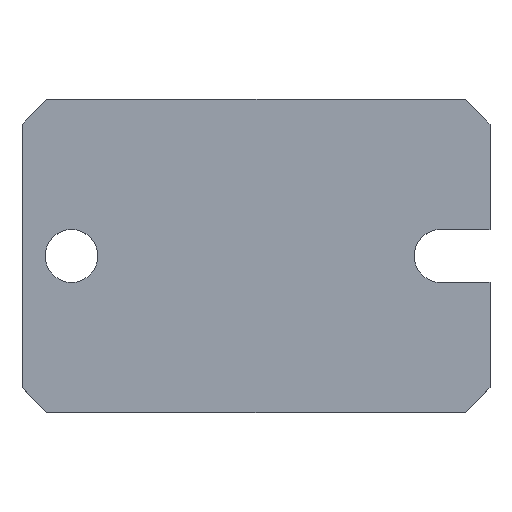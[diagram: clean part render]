
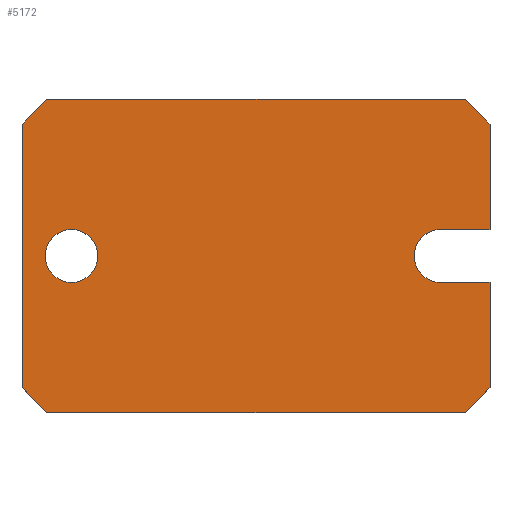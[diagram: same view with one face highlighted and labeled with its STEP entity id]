
A CAD part, top view. The second image highlights one B-rep face of the part: STEP entity #5172.
In plain terms, the highlighted planar face has unit normal (0, 0, 1).
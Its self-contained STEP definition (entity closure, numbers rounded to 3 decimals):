
#4966=CARTESIAN_POINT('',(-12.85,0.,12.3));
#4967=VERTEX_POINT('',#4966);
#4976=CARTESIAN_POINT('',(-17.15,0.,12.3));
#4977=VERTEX_POINT('',#4976);
#4978=CARTESIAN_POINT('',(-15.,0.,12.3));
#4979=DIRECTION('',(0.0,0.0,-1.0));
#4980=DIRECTION('',(1.0,0.0,0.0));
#4981=AXIS2_PLACEMENT_3D('',#4978,#4979,#4980);
#4982=CIRCLE('',#4981,2.15);
#4983=EDGE_CURVE('',#4977,#4967,#4982,.T.);
#5018=CARTESIAN_POINT('',(-17.025,-12.725,12.3));
#5019=VERTEX_POINT('',#5018);
#5026=CARTESIAN_POINT('',(-19.025,-10.725,12.3));
#5027=VERTEX_POINT('',#5026);
#5028=CARTESIAN_POINT('',(-17.025,-12.725,12.3));
#5029=DIRECTION('',(-0.707,0.707,0.));
#5030=VECTOR('',#5029,2.828);
#5031=LINE('',#5028,#5030);
#5032=EDGE_CURVE('',#5019,#5027,#5031,.T.);
#5049=CARTESIAN_POINT('',(-19.025,10.725,12.3));
#5050=VERTEX_POINT('',#5049);
#5051=CARTESIAN_POINT('',(-19.025,10.725,12.3));
#5052=DIRECTION('',(0.0,-1.0,0.0));
#5053=VECTOR('',#5052,21.45);
#5054=LINE('',#5051,#5053);
#5055=EDGE_CURVE('',#5050,#5027,#5054,.T.);
#5074=CARTESIAN_POINT('',(1.077,0.,12.3));
#5075=DIRECTION('',(0.0,0.0,-1.0));
#5076=DIRECTION('',(1.0,0.0,0.0));
#5077=AXIS2_PLACEMENT_3D('',#5074,#5075,#5076);
#5078=PLANE('',#5077);
#5079=ORIENTED_EDGE('',*,*,#5032,.F.);
#5080=CARTESIAN_POINT('',(17.025,-12.725,12.3));
#5081=VERTEX_POINT('',#5080);
#5082=CARTESIAN_POINT('',(-17.025,-12.725,12.3));
#5083=DIRECTION('',(1.0,0.0,0.0));
#5084=VECTOR('',#5083,34.05);
#5085=LINE('',#5082,#5084);
#5086=EDGE_CURVE('',#5019,#5081,#5085,.T.);
#5087=ORIENTED_EDGE('',*,*,#5086,.T.);
#5088=CARTESIAN_POINT('',(19.025,-10.725,12.3));
#5089=VERTEX_POINT('',#5088);
#5090=CARTESIAN_POINT('',(19.025,-10.725,12.3));
#5091=DIRECTION('',(-0.707,-0.707,0.0));
#5092=VECTOR('',#5091,2.828);
#5093=LINE('',#5090,#5092);
#5094=EDGE_CURVE('',#5089,#5081,#5093,.T.);
#5095=ORIENTED_EDGE('',*,*,#5094,.F.);
#5096=CARTESIAN_POINT('',(19.025,-2.15,12.3));
#5097=VERTEX_POINT('',#5096);
#5098=CARTESIAN_POINT('',(19.025,-10.725,12.3));
#5099=DIRECTION('',(0.0,1.0,0.0));
#5100=VECTOR('',#5099,8.575);
#5101=LINE('',#5098,#5100);
#5102=EDGE_CURVE('',#5089,#5097,#5101,.T.);
#5103=ORIENTED_EDGE('',*,*,#5102,.T.);
#5104=CARTESIAN_POINT('',(15.,-2.15,12.3));
#5105=VERTEX_POINT('',#5104);
#5106=CARTESIAN_POINT('',(19.025,-2.15,12.3));
#5107=DIRECTION('',(-1.0,0.0,0.0));
#5108=VECTOR('',#5107,4.025);
#5109=LINE('',#5106,#5108);
#5110=EDGE_CURVE('',#5097,#5105,#5109,.T.);
#5111=ORIENTED_EDGE('',*,*,#5110,.T.);
#5112=CARTESIAN_POINT('',(15.,2.15,12.3));
#5113=VERTEX_POINT('',#5112);
#5114=CARTESIAN_POINT('',(15.,0.,12.3));
#5115=DIRECTION('',(0.0,0.0,-1.0));
#5116=DIRECTION('',(-1.0,0.0,0.0));
#5117=AXIS2_PLACEMENT_3D('',#5114,#5115,#5116);
#5118=CIRCLE('',#5117,2.15);
#5119=EDGE_CURVE('',#5105,#5113,#5118,.T.);
#5120=ORIENTED_EDGE('',*,*,#5119,.T.);
#5121=CARTESIAN_POINT('',(19.025,2.15,12.3));
#5122=VERTEX_POINT('',#5121);
#5123=CARTESIAN_POINT('',(15.,2.15,12.3));
#5124=DIRECTION('',(1.0,0.0,0.0));
#5125=VECTOR('',#5124,4.025);
#5126=LINE('',#5123,#5125);
#5127=EDGE_CURVE('',#5113,#5122,#5126,.T.);
#5128=ORIENTED_EDGE('',*,*,#5127,.T.);
#5129=CARTESIAN_POINT('',(19.025,10.725,12.3));
#5130=VERTEX_POINT('',#5129);
#5131=CARTESIAN_POINT('',(19.025,2.15,12.3));
#5132=DIRECTION('',(0.0,1.0,0.0));
#5133=VECTOR('',#5132,8.575);
#5134=LINE('',#5131,#5133);
#5135=EDGE_CURVE('',#5122,#5130,#5134,.T.);
#5136=ORIENTED_EDGE('',*,*,#5135,.T.);
#5137=CARTESIAN_POINT('',(17.025,12.725,12.3));
#5138=VERTEX_POINT('',#5137);
#5139=CARTESIAN_POINT('',(17.025,12.725,12.3));
#5140=DIRECTION('',(0.707,-0.707,0.));
#5141=VECTOR('',#5140,2.828);
#5142=LINE('',#5139,#5141);
#5143=EDGE_CURVE('',#5138,#5130,#5142,.T.);
#5144=ORIENTED_EDGE('',*,*,#5143,.F.);
#5145=CARTESIAN_POINT('',(-17.025,12.725,12.3));
#5146=VERTEX_POINT('',#5145);
#5147=CARTESIAN_POINT('',(17.025,12.725,12.3));
#5148=DIRECTION('',(-1.0,0.0,0.0));
#5149=VECTOR('',#5148,34.05);
#5150=LINE('',#5147,#5149);
#5151=EDGE_CURVE('',#5138,#5146,#5150,.T.);
#5152=ORIENTED_EDGE('',*,*,#5151,.T.);
#5153=CARTESIAN_POINT('',(-19.025,10.725,12.3));
#5154=DIRECTION('',(0.707,0.707,0.));
#5155=VECTOR('',#5154,2.828);
#5156=LINE('',#5153,#5155);
#5157=EDGE_CURVE('',#5050,#5146,#5156,.T.);
#5158=ORIENTED_EDGE('',*,*,#5157,.F.);
#5159=ORIENTED_EDGE('',*,*,#5055,.T.);
#5160=EDGE_LOOP('',(#5079,#5087,#5095,#5103,#5111,#5120,#5128,#5136,#5144,#5152,#5158,#5159));
#5161=FACE_OUTER_BOUND('',#5160,.T.);
#5162=CARTESIAN_POINT('',(-15.,0.,12.3));
#5163=DIRECTION('',(0.0,0.0,-1.0));
#5164=DIRECTION('',(1.0,0.0,0.0));
#5165=AXIS2_PLACEMENT_3D('',#5162,#5163,#5164);
#5166=CIRCLE('',#5165,2.15);
#5167=EDGE_CURVE('',#4967,#4977,#5166,.T.);
#5168=ORIENTED_EDGE('',*,*,#5167,.T.);
#5169=ORIENTED_EDGE('',*,*,#4983,.T.);
#5170=EDGE_LOOP('',(#5168,#5169));
#5171=FACE_BOUND('',#5170,.T.);
#5172=ADVANCED_FACE('',(#5161,#5171),#5078,.F.);
